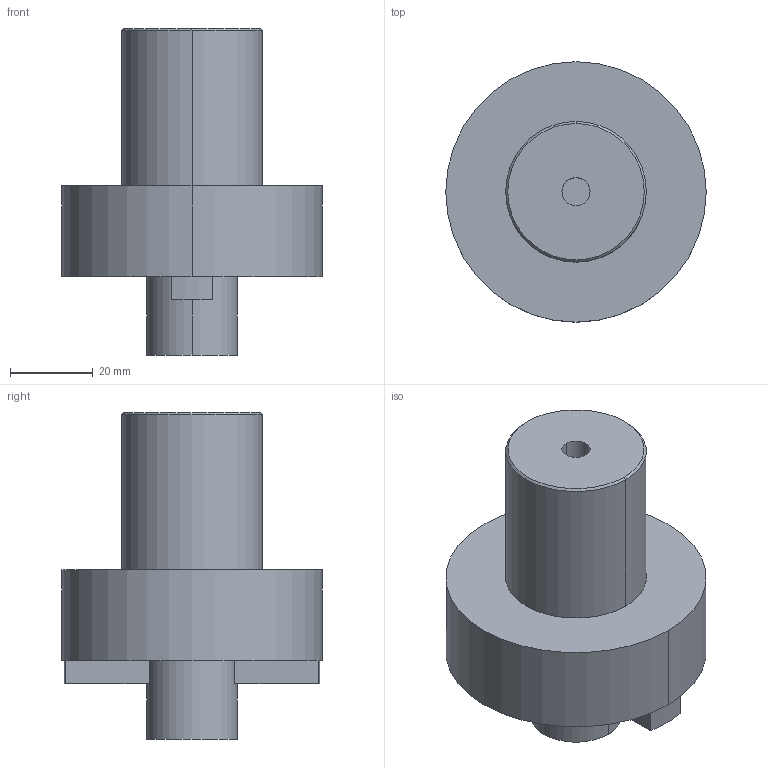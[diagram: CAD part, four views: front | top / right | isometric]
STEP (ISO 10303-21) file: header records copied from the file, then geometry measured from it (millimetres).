
FILE_DESCRIPTION((''),'2;1');
FILE_NAME('8422802296','2020-07-10T09:53:05',('thiemer'),(''),'CREO PARAMETRIC BY PTC INC, 2018400','CREO PARAMETRIC BY PTC INC, 2018400','');
FILE_SCHEMA(('AUTOMOTIVE_DESIGN { 1 0 10303 214 1 1 1 1 }'));
Length unit declared in the file: millimetre
Products named in the file (1): 8422802296
Bounding box: 63 x 63 x 79 mm (x, y, z)
Volume: 111120.3 mm3; surface area: 17422.7 mm2
Topology: 1 solids, 1 shells, 25 faces, 52 edges, 34 vertices
Faces by surface type: cylinder 12, plane 11, cone 2
Entity records: 1296 total; most frequent: DIRECTION 164, CARTESIAN_POINT 136, ORIENTED_EDGE 104, PRESENTATION_STYLE_ASSIGNMENT 75, STYLED_ITEM 75, CURVE_STYLE 74, AXIS2_PLACEMENT_3D 64, EDGE_CURVE 52
